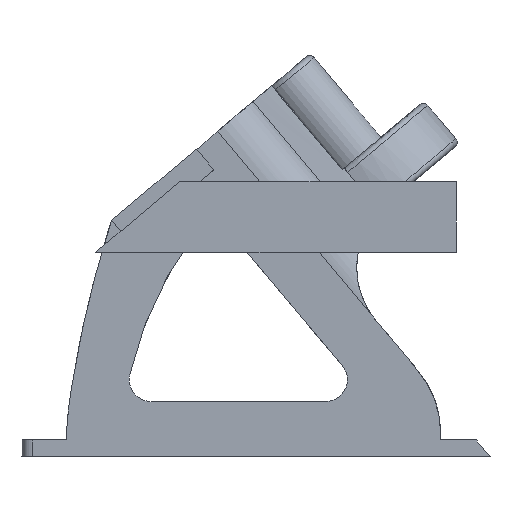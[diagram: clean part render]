
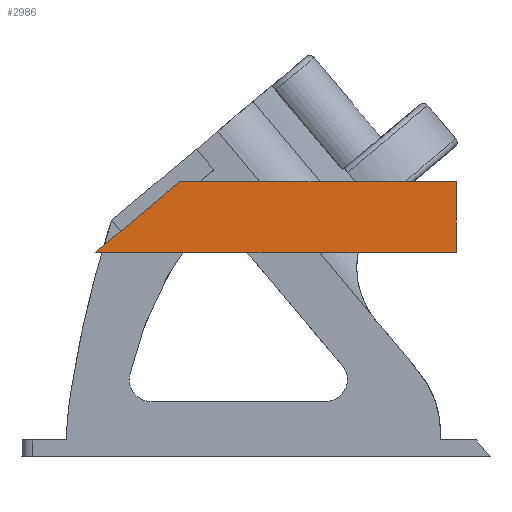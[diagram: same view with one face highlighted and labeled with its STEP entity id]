
A CAD part, left-side view. The second image highlights one B-rep face of the part: STEP entity #2986.
In plain terms, the highlighted planar face has unit normal (-1, 0, 0).
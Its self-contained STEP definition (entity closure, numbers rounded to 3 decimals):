
#50 = CARTESIAN_POINT ( 'NONE',  ( 0., 65.78, 0. ) ) ;
#58 = ORIENTED_EDGE ( 'NONE', *, *, #962, .F. ) ;
#66 = CARTESIAN_POINT ( 'NONE',  ( 0., 0., 0. ) ) ;
#286 = VERTEX_POINT ( 'NONE', #2988 ) ;
#304 = CARTESIAN_POINT ( 'NONE',  ( 0., 0., 12.856 ) ) ;
#337 = LINE ( 'NONE', #2943, #2837 ) ;
#603 = EDGE_CURVE ( 'NONE', #2864, #1256, #2882, .T. ) ;
#609 = DIRECTION ( 'NONE',  ( 0., -1., 0. ) ) ;
#645 = LINE ( 'NONE', #2064, #791 ) ;
#657 = ORIENTED_EDGE ( 'NONE', *, *, #603, .F. ) ;
#791 = VECTOR ( 'NONE', #3250, 1000. ) ;
#846 = EDGE_LOOP ( 'NONE', ( #992, #657, #2651, #58 ) ) ;
#962 = EDGE_CURVE ( 'NONE', #286, #2874, #645, .T. ) ;
#992 = ORIENTED_EDGE ( 'NONE', *, *, #3269, .F. ) ;
#1226 = DIRECTION ( 'NONE',  ( 0., -0.766, 0.643 ) ) ;
#1256 = VERTEX_POINT ( 'NONE', #1922 ) ;
#1258 = CARTESIAN_POINT ( 'NONE',  ( 0., 0., 0. ) ) ;
#1334 = VECTOR ( 'NONE', #3313, 1000. ) ;
#1570 = DIRECTION ( 'NONE',  ( -1., 0., 0. ) ) ;
#1793 = PLANE ( 'NONE',  #1819 ) ;
#1819 = AXIS2_PLACEMENT_3D ( 'NONE', #66, #1570, #3270 ) ;
#1922 = CARTESIAN_POINT ( 'NONE',  ( 0., 0., 12.856 ) ) ;
#2064 = CARTESIAN_POINT ( 'NONE',  ( 0., 0., 0. ) ) ;
#2067 = FACE_OUTER_BOUND ( 'NONE', #846, .T. ) ;
#2273 = CARTESIAN_POINT ( 'NONE',  ( 0., 50.46, 12.856 ) ) ;
#2651 = ORIENTED_EDGE ( 'NONE', *, *, #3207, .F. ) ;
#2749 = LINE ( 'NONE', #1258, #1334 ) ;
#2837 = VECTOR ( 'NONE', #1226, 1000. ) ;
#2864 = VERTEX_POINT ( 'NONE', #2273 ) ;
#2874 = VERTEX_POINT ( 'NONE', #50 ) ;
#2882 = LINE ( 'NONE', #304, #3451 ) ;
#2943 = CARTESIAN_POINT ( 'NONE',  ( 0., 50.46, 12.856 ) ) ;
#2986 = ADVANCED_FACE ( 'NONE', ( #2067 ), #1793, .T. ) ;
#2988 = CARTESIAN_POINT ( 'NONE',  ( 0., 0., 0. ) ) ;
#3207 = EDGE_CURVE ( 'NONE', #2874, #2864, #337, .T. ) ;
#3250 = DIRECTION ( 'NONE',  ( 0., 1., 0. ) ) ;
#3269 = EDGE_CURVE ( 'NONE', #1256, #286, #2749, .T. ) ;
#3270 = DIRECTION ( 'NONE',  ( 0., 0., 1. ) ) ;
#3313 = DIRECTION ( 'NONE',  ( 0., 0., -1. ) ) ;
#3451 = VECTOR ( 'NONE', #609, 1000. ) ;
